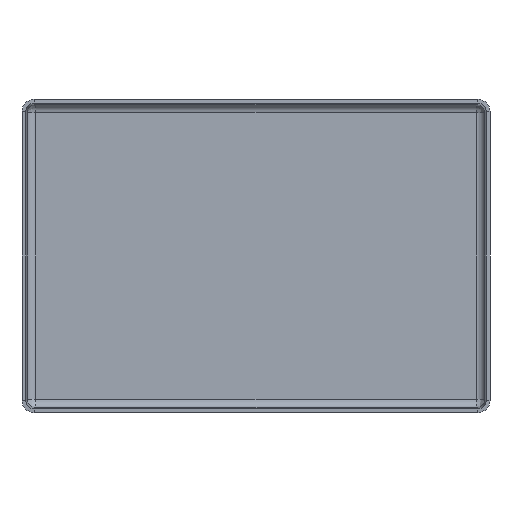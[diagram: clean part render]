
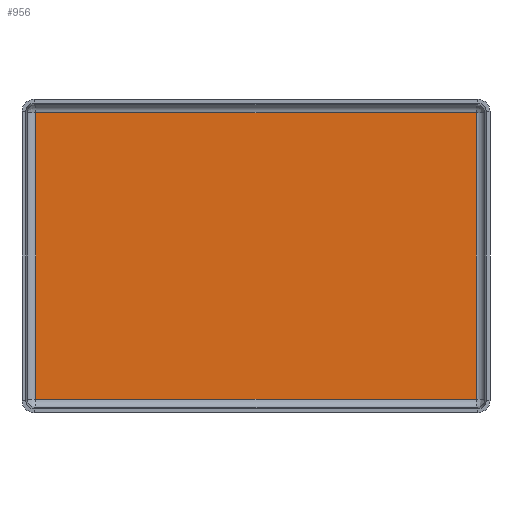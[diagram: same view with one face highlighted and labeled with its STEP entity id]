
A CAD part, front view. The second image highlights one B-rep face of the part: STEP entity #956.
In plain terms, the highlighted planar face has unit normal (0, -1, 0).
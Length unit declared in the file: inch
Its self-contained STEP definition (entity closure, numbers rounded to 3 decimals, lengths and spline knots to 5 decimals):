
#66 = DIRECTION ( 'NONE',  ( 1., 0., 0. ) ) ;
#84 = CARTESIAN_POINT ( 'NONE',  ( -3.56861, 0.75, 2.30529 ) ) ;
#107 = VECTOR ( 'NONE', #459, 39.37008 ) ;
#171 = VERTEX_POINT ( 'NONE', #272 ) ;
#181 = FACE_OUTER_BOUND ( 'NONE', #791, .T. ) ;
#244 = VECTOR ( 'NONE', #66, 39.37008 ) ;
#258 = CARTESIAN_POINT ( 'NONE',  ( 3.56861, 0.75, 2.31611 ) ) ;
#272 = CARTESIAN_POINT ( 'NONE',  ( -3.56861, 0.75, -2.31611 ) ) ;
#304 = EDGE_CURVE ( 'NONE', #443, #537, #618, .T. ) ;
#305 = EDGE_CURVE ( 'NONE', #597, #443, #1101, .T. ) ;
#317 = EDGE_CURVE ( 'NONE', #171, #597, #1072, .T. ) ;
#430 = ORIENTED_EDGE ( 'NONE', *, *, #304, .F. ) ;
#443 = VERTEX_POINT ( 'NONE', #258 ) ;
#444 = LINE ( 'NONE', #565, #107 ) ;
#446 = CARTESIAN_POINT ( 'NONE',  ( 3.56861, 0.75, -2.31611 ) ) ;
#459 = DIRECTION ( 'NONE',  ( -1., 0., 0. ) ) ;
#502 = CARTESIAN_POINT ( 'NONE',  ( 3.56861, 0.75, 2.30529 ) ) ;
#529 = PLANE ( 'NONE',  #1061 ) ;
#537 = VERTEX_POINT ( 'NONE', #446 ) ;
#565 = CARTESIAN_POINT ( 'NONE',  ( 3.55779, 0.75, -2.31611 ) ) ;
#597 = VERTEX_POINT ( 'NONE', #1178 ) ;
#618 = LINE ( 'NONE', #502, #829 ) ;
#622 = CARTESIAN_POINT ( 'NONE',  ( 3.55779, 0.75, 2.31611 ) ) ;
#645 = DIRECTION ( 'NONE',  ( 0., 0., 1. ) ) ;
#723 = DIRECTION ( 'NONE',  ( 0., 0., -1. ) ) ;
#791 = EDGE_LOOP ( 'NONE', ( #430, #1164, #1349, #1067 ) ) ;
#829 = VECTOR ( 'NONE', #723, 39.37008 ) ;
#851 = DIRECTION ( 'NONE',  ( 0., 0., 1. ) ) ;
#956 = ADVANCED_FACE ( 'NONE', ( #181 ), #529, .F. ) ;
#1047 = EDGE_CURVE ( 'NONE', #537, #171, #444, .T. ) ;
#1060 = CARTESIAN_POINT ( 'NONE',  ( 3.55779, 0.75, 2.30529 ) ) ;
#1061 = AXIS2_PLACEMENT_3D ( 'NONE', #1060, #1257, #645 ) ;
#1067 = ORIENTED_EDGE ( 'NONE', *, *, #1047, .F. ) ;
#1072 = LINE ( 'NONE', #84, #1300 ) ;
#1101 = LINE ( 'NONE', #622, #244 ) ;
#1164 = ORIENTED_EDGE ( 'NONE', *, *, #305, .F. ) ;
#1178 = CARTESIAN_POINT ( 'NONE',  ( -3.56861, 0.75, 2.31611 ) ) ;
#1257 = DIRECTION ( 'NONE',  ( 0., 1., 0. ) ) ;
#1300 = VECTOR ( 'NONE', #851, 39.37008 ) ;
#1349 = ORIENTED_EDGE ( 'NONE', *, *, #317, .F. ) ;
